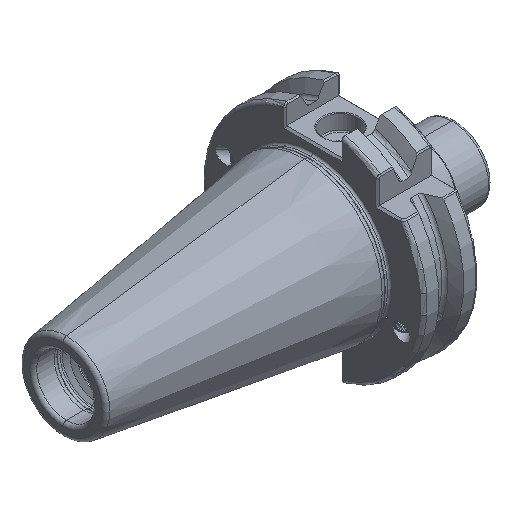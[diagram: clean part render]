
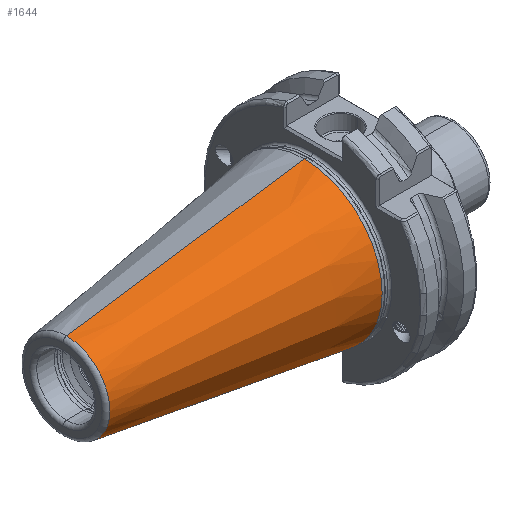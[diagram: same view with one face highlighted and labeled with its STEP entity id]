
A CAD part, isometric view. The second image highlights one B-rep face of the part: STEP entity #1644.
In plain terms, the highlighted conical face has half-angle 8.297 degrees and reference radius 22.692 mm.
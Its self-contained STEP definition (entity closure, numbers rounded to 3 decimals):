
#372 = LINE ( 'NONE', #373, #505 ) ;
#373 = CARTESIAN_POINT ( 'NONE',  ( 0., 0., -22.692 ) ) ;
#374 = DIRECTION ( 'NONE',  ( 0.99, 0., -0.144 ) ) ;
#505 = VECTOR ( 'NONE', #374, 1000. ) ;
#1644 = ADVANCED_FACE ( 'NONE', ( #12858 ), #2539, .T. ) ;
#2539 = CONICAL_SURFACE ( 'NONE', #12849, 22.692, 0.145 ) ;
#2721 = CIRCLE ( 'NONE', #3409, 12.4 ) ;
#2723 = CIRCLE ( 'NONE', #3411, 22.327 ) ;
#3312 = VERTEX_POINT ( 'NONE', #14147 ) ;
#3313 = VERTEX_POINT ( 'NONE', #14148 ) ;
#3322 = VERTEX_POINT ( 'NONE', #14157 ) ;
#3323 = VERTEX_POINT ( 'NONE', #14158 ) ;
#3409 = AXIS2_PLACEMENT_3D ( 'NONE', #10682, #10683, #10684 ) ;
#3411 = AXIS2_PLACEMENT_3D ( 'NONE', #10679, #10680, #10681 ) ;
#5211 = ORIENTED_EDGE ( 'NONE', *, *, #10342, .T. ) ;
#5212 = ORIENTED_EDGE ( 'NONE', *, *, #10258, .F. ) ;
#5213 = ORIENTED_EDGE ( 'NONE', *, *, #17346, .T. ) ;
#5215 = ORIENTED_EDGE ( 'NONE', *, *, #17345, .F. ) ;
#8123 = LINE ( 'NONE', #8124, #16179 ) ;
#8124 = CARTESIAN_POINT ( 'NONE',  ( 0., 0., 22.692 ) ) ;
#8125 = DIRECTION ( 'NONE',  ( 0.99, 0., 0.144 ) ) ;
#8776 = CARTESIAN_POINT ( 'NONE',  ( 0., 0., 0. ) ) ;
#8778 = DIRECTION ( 'NONE',  ( 1., 0., 0. ) ) ;
#8780 = DIRECTION ( 'NONE',  ( 0., 0., -1. ) ) ;
#10258 = EDGE_CURVE ( 'NONE', #3312, #3322, #8123, .T. ) ;
#10342 = EDGE_CURVE ( 'NONE', #3313, #3323, #372, .T. ) ;
#10679 = CARTESIAN_POINT ( 'NONE',  ( -2.5, 0., 0. ) ) ;
#10680 = DIRECTION ( 'NONE',  ( 1., 0., 0. ) ) ;
#10681 = DIRECTION ( 'NONE',  ( 0., 0., -1. ) ) ;
#10682 = CARTESIAN_POINT ( 'NONE',  ( -70.573, 0., 0. ) ) ;
#10683 = DIRECTION ( 'NONE',  ( 1., 0., 0. ) ) ;
#10684 = DIRECTION ( 'NONE',  ( 0., 0., 1. ) ) ;
#12849 = AXIS2_PLACEMENT_3D ( 'NONE', #8776, #8778, #8780 ) ;
#12858 = FACE_OUTER_BOUND ( 'NONE', #13806, .T. ) ;
#13806 = EDGE_LOOP ( 'NONE', ( #5212, #5213, #5211, #5215 ) ) ;
#14147 = CARTESIAN_POINT ( 'NONE',  ( -70.573, 0., 12.4 ) ) ;
#14148 = CARTESIAN_POINT ( 'NONE',  ( -70.573, 0., -12.4 ) ) ;
#14157 = CARTESIAN_POINT ( 'NONE',  ( -2.5, 0., 22.327 ) ) ;
#14158 = CARTESIAN_POINT ( 'NONE',  ( -2.5, 0., -22.327 ) ) ;
#16179 = VECTOR ( 'NONE', #8125, 1000. ) ;
#17345 = EDGE_CURVE ( 'NONE', #3322, #3323, #2723, .T. ) ;
#17346 = EDGE_CURVE ( 'NONE', #3312, #3313, #2721, .T. ) ;
